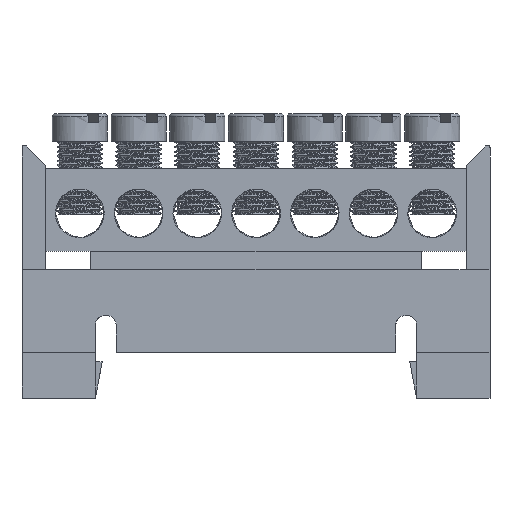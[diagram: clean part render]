
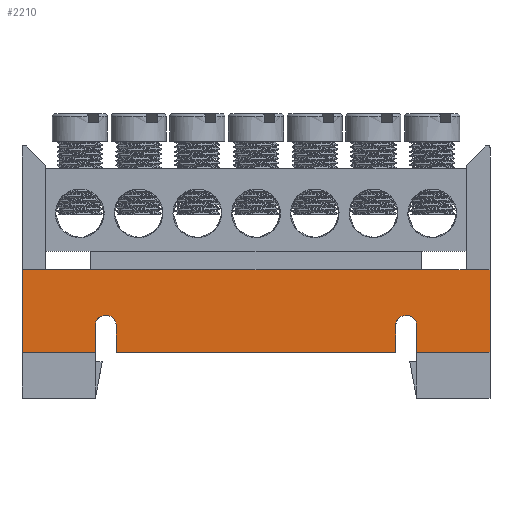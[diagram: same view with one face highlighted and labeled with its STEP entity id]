
A CAD part, left-side view. The second image highlights one B-rep face of the part: STEP entity #2210.
In plain terms, the highlighted free-form (B-spline) face has degree [1, 1] with [2, 2] control points.
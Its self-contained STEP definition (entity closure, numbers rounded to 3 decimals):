
#105 = VERTEX_POINT('',#106);
#106 = CARTESIAN_POINT('',(-9.76,-8.107,
    16.419));
#111 = EDGE_CURVE('',#105,#112,#114,.T.);
#112 = VERTEX_POINT('',#113);
#113 = CARTESIAN_POINT('',(-9.76,-8.107,
    4.407));
#114 = B_SPLINE_CURVE_WITH_KNOTS('',1,(#115,#116),.UNSPECIFIED.,.F.,.F.,
  (2,2),(-7.,5.),.PIECEWISE_BEZIER_KNOTS.);
#115 = CARTESIAN_POINT('',(-9.76,-8.107,
    16.419));
#116 = CARTESIAN_POINT('',(-9.76,-8.107,
    4.407));
#1427 = VERTEX_POINT('',#1428);
#1428 = CARTESIAN_POINT('',(-9.76,2.154,
    10.413));
#1433 = EDGE_CURVE('',#1434,#1427,#1436,.T.);
#1434 = VERTEX_POINT('',#1435);
#1435 = CARTESIAN_POINT('',(-9.76,1.153,
    11.414));
#1436 = ( BOUNDED_CURVE() B_SPLINE_CURVE(2,(#1437,#1438,#1439),
.UNSPECIFIED.,.F.,.F.) B_SPLINE_CURVE_WITH_KNOTS((3,3),(0.,
1.571),.PIECEWISE_BEZIER_KNOTS.) CURVE() 
GEOMETRIC_REPRESENTATION_ITEM() RATIONAL_B_SPLINE_CURVE((1.,
0.707,1.)) REPRESENTATION_ITEM('') );
#1437 = CARTESIAN_POINT('',(-9.76,1.153,
    11.414));
#1438 = CARTESIAN_POINT('',(-9.76,2.154,
    11.414));
#1439 = CARTESIAN_POINT('',(-9.76,2.154,
    10.413));
#1472 = VERTEX_POINT('',#1473);
#1473 = CARTESIAN_POINT('',(-9.76,0.902,
    11.414));
#1478 = EDGE_CURVE('',#1472,#1434,#1479,.T.);
#1479 = B_SPLINE_CURVE_WITH_KNOTS('',1,(#1480,#1481),.UNSPECIFIED.,.F.,
  .F.,(2,2),(4.375,4.625),.PIECEWISE_BEZIER_KNOTS.);
#1480 = CARTESIAN_POINT('',(-9.76,0.902,
    11.414));
#1481 = CARTESIAN_POINT('',(-9.76,1.153,
    11.414));
#1493 = EDGE_CURVE('',#1494,#1472,#1496,.T.);
#1494 = VERTEX_POINT('',#1495);
#1495 = CARTESIAN_POINT('',(-9.76,-0.099,
    10.413));
#1496 = ( BOUNDED_CURVE() B_SPLINE_CURVE(2,(#1497,#1498,#1499),
.UNSPECIFIED.,.F.,.F.) B_SPLINE_CURVE_WITH_KNOTS((3,3),(0.,
1.571),.PIECEWISE_BEZIER_KNOTS.) CURVE() 
GEOMETRIC_REPRESENTATION_ITEM() RATIONAL_B_SPLINE_CURVE((1.,
0.707,1.)) REPRESENTATION_ITEM('') );
#1497 = CARTESIAN_POINT('',(-9.76,-0.099,
    10.413));
#1498 = CARTESIAN_POINT('',(-9.76,-0.099,
    11.414));
#1499 = CARTESIAN_POINT('',(-9.76,0.902,
    11.414));
#1882 = VERTEX_POINT('',#1883);
#1883 = CARTESIAN_POINT('',(-9.76,32.684,
    7.41));
#1888 = EDGE_CURVE('',#1882,#1889,#1891,.T.);
#1889 = VERTEX_POINT('',#1890);
#1890 = CARTESIAN_POINT('',(-9.76,32.684,
    10.413));
#1891 = B_SPLINE_CURVE_WITH_KNOTS('',1,(#1892,#1893),.UNSPECIFIED.,.F.,
  .F.,(2,2),(-6.,-3.),.PIECEWISE_BEZIER_KNOTS.);
#1892 = CARTESIAN_POINT('',(-9.76,32.684,
    7.41));
#1893 = CARTESIAN_POINT('',(-9.76,32.684,
    10.413));
#1910 = VERTEX_POINT('',#1911);
#1911 = CARTESIAN_POINT('',(-9.76,2.154,
    7.41));
#1916 = EDGE_CURVE('',#1910,#1882,#1917,.T.);
#1917 = B_SPLINE_CURVE_WITH_KNOTS('',1,(#1918,#1919),.UNSPECIFIED.,.F.,
  .F.,(2,2),(-10.125,20.375),.PIECEWISE_BEZIER_KNOTS.);
#1918 = CARTESIAN_POINT('',(-9.76,2.154,
    7.41));
#1919 = CARTESIAN_POINT('',(-9.76,32.684,
    7.41));
#2078 = VERTEX_POINT('',#2079);
#2079 = CARTESIAN_POINT('',(-9.76,34.937,
    10.413));
#2084 = EDGE_CURVE('',#2078,#2085,#2087,.T.);
#2085 = VERTEX_POINT('',#2086);
#2086 = CARTESIAN_POINT('',(-9.76,34.937,
    7.41));
#2087 = B_SPLINE_CURVE_WITH_KNOTS('',1,(#2088,#2089),.UNSPECIFIED.,.F.,
  .F.,(2,2),(1.,4.),.PIECEWISE_BEZIER_KNOTS.);
#2088 = CARTESIAN_POINT('',(-9.76,34.937,
    10.413));
#2089 = CARTESIAN_POINT('',(-9.76,34.937,
    7.41));
#2131 = VERTEX_POINT('',#2132);
#2132 = CARTESIAN_POINT('',(-9.76,36.939,
    7.41));
#2137 = EDGE_CURVE('',#2138,#2131,#2140,.T.);
#2138 = VERTEX_POINT('',#2139);
#2139 = CARTESIAN_POINT('',(-9.76,36.939,
    4.407));
#2140 = B_SPLINE_CURVE_WITH_KNOTS('',1,(#2141,#2142),.UNSPECIFIED.,.F.,
  .F.,(2,2),(-7.5,-4.5),.PIECEWISE_BEZIER_KNOTS.);
#2141 = CARTESIAN_POINT('',(-9.76,36.939,
    4.407));
#2142 = CARTESIAN_POINT('',(-9.76,36.939,
    7.41));
#2193 = EDGE_CURVE('',#2138,#2194,#2196,.T.);
#2194 = VERTEX_POINT('',#2195);
#2195 = CARTESIAN_POINT('',(-9.76,42.945,
    4.407));
#2196 = B_SPLINE_CURVE_WITH_KNOTS('',1,(#2197,#2198),.UNSPECIFIED.,.F.,
  .F.,(2,2),(45.,51.),.PIECEWISE_BEZIER_KNOTS.);
#2197 = CARTESIAN_POINT('',(-9.76,36.939,
    4.407));
#2198 = CARTESIAN_POINT('',(-9.76,42.945,
    4.407));
#2210 = ADVANCED_FACE('',(#2211),#2291,.F.);
#2211 = FACE_BOUND('',#2212,.T.);
#2212 = EDGE_LOOP('',(#2213,#2214,#2219,#2220,#2228,#2235,#2241,#2242,
    #2243,#2248,#2249,#2250,#2251,#2258,#2265,#2272,#2277,#2278,#2285,
    #2290));
#2213 = ORIENTED_EDGE('',*,*,#2137,.T.);
#2214 = ORIENTED_EDGE('',*,*,#2215,.T.);
#2215 = EDGE_CURVE('',#2131,#2085,#2216,.T.);
#2216 = B_SPLINE_CURVE_WITH_KNOTS('',1,(#2217,#2218),.UNSPECIFIED.,.F.,
  .F.,(2,2),(-23.,-21.),.PIECEWISE_BEZIER_KNOTS.);
#2217 = CARTESIAN_POINT('',(-9.76,36.939,
    7.41));
#2218 = CARTESIAN_POINT('',(-9.76,34.937,
    7.41));
#2219 = ORIENTED_EDGE('',*,*,#2084,.F.);
#2220 = ORIENTED_EDGE('',*,*,#2221,.F.);
#2221 = EDGE_CURVE('',#2222,#2078,#2224,.T.);
#2222 = VERTEX_POINT('',#2223);
#2223 = CARTESIAN_POINT('',(-9.76,33.936,
    11.414));
#2224 = ( BOUNDED_CURVE() B_SPLINE_CURVE(2,(#2225,#2226,#2227),
.UNSPECIFIED.,.F.,.F.) B_SPLINE_CURVE_WITH_KNOTS((3,3),(0.,
1.571),.PIECEWISE_BEZIER_KNOTS.) CURVE() 
GEOMETRIC_REPRESENTATION_ITEM() RATIONAL_B_SPLINE_CURVE((1.,
0.707,1.)) REPRESENTATION_ITEM('') );
#2225 = CARTESIAN_POINT('',(-9.76,33.936,
    11.414));
#2226 = CARTESIAN_POINT('',(-9.76,34.937,
    11.414));
#2227 = CARTESIAN_POINT('',(-9.76,34.937,
    10.413));
#2228 = ORIENTED_EDGE('',*,*,#2229,.F.);
#2229 = EDGE_CURVE('',#2230,#2222,#2232,.T.);
#2230 = VERTEX_POINT('',#2231);
#2231 = CARTESIAN_POINT('',(-9.76,33.685,
    11.414));
#2232 = B_SPLINE_CURVE_WITH_KNOTS('',1,(#2233,#2234),.UNSPECIFIED.,.F.,
  .F.,(2,2),(20.75,21.),.PIECEWISE_BEZIER_KNOTS.);
#2233 = CARTESIAN_POINT('',(-9.76,33.685,
    11.414));
#2234 = CARTESIAN_POINT('',(-9.76,33.936,
    11.414));
#2235 = ORIENTED_EDGE('',*,*,#2236,.F.);
#2236 = EDGE_CURVE('',#1889,#2230,#2237,.T.);
#2237 = ( BOUNDED_CURVE() B_SPLINE_CURVE(2,(#2238,#2239,#2240),
.UNSPECIFIED.,.F.,.F.) B_SPLINE_CURVE_WITH_KNOTS((3,3),(0.,
1.571),.PIECEWISE_BEZIER_KNOTS.) CURVE() 
GEOMETRIC_REPRESENTATION_ITEM() RATIONAL_B_SPLINE_CURVE((1.,
0.707,1.)) REPRESENTATION_ITEM('') );
#2238 = CARTESIAN_POINT('',(-9.76,32.684,
    10.413));
#2239 = CARTESIAN_POINT('',(-9.76,32.684,
    11.414));
#2240 = CARTESIAN_POINT('',(-9.76,33.685,
    11.414));
#2241 = ORIENTED_EDGE('',*,*,#1888,.F.);
#2242 = ORIENTED_EDGE('',*,*,#1916,.F.);
#2243 = ORIENTED_EDGE('',*,*,#2244,.F.);
#2244 = EDGE_CURVE('',#1427,#1910,#2245,.T.);
#2245 = B_SPLINE_CURVE_WITH_KNOTS('',1,(#2246,#2247),.UNSPECIFIED.,.F.,
  .F.,(2,2),(1.5,4.5),.PIECEWISE_BEZIER_KNOTS.);
#2246 = CARTESIAN_POINT('',(-9.76,2.154,
    10.413));
#2247 = CARTESIAN_POINT('',(-9.76,2.154,
    7.41));
#2248 = ORIENTED_EDGE('',*,*,#1433,.F.);
#2249 = ORIENTED_EDGE('',*,*,#1478,.F.);
#2250 = ORIENTED_EDGE('',*,*,#1493,.F.);
#2251 = ORIENTED_EDGE('',*,*,#2252,.F.);
#2252 = EDGE_CURVE('',#2253,#1494,#2255,.T.);
#2253 = VERTEX_POINT('',#2254);
#2254 = CARTESIAN_POINT('',(-9.76,-0.099,
    7.41));
#2255 = B_SPLINE_CURVE_WITH_KNOTS('',1,(#2256,#2257),.UNSPECIFIED.,.F.,
  .F.,(2,2),(-6.,-3.),.PIECEWISE_BEZIER_KNOTS.);
#2256 = CARTESIAN_POINT('',(-9.76,-0.099,
    7.41));
#2257 = CARTESIAN_POINT('',(-9.76,-0.099,
    10.413));
#2258 = ORIENTED_EDGE('',*,*,#2259,.T.);
#2259 = EDGE_CURVE('',#2253,#2260,#2262,.T.);
#2260 = VERTEX_POINT('',#2261);
#2261 = CARTESIAN_POINT('',(-9.76,-2.101,
    7.41));
#2262 = B_SPLINE_CURVE_WITH_KNOTS('',1,(#2263,#2264),.UNSPECIFIED.,.F.,
  .F.,(2,2),(-4.5,-2.5),.PIECEWISE_BEZIER_KNOTS.);
#2263 = CARTESIAN_POINT('',(-9.76,-0.099,
    7.41));
#2264 = CARTESIAN_POINT('',(-9.76,-2.101,
    7.41));
#2265 = ORIENTED_EDGE('',*,*,#2266,.T.);
#2266 = EDGE_CURVE('',#2260,#2267,#2269,.T.);
#2267 = VERTEX_POINT('',#2268);
#2268 = CARTESIAN_POINT('',(-9.76,-2.101,
    4.407));
#2269 = B_SPLINE_CURVE_WITH_KNOTS('',1,(#2270,#2271),.UNSPECIFIED.,.F.,
  .F.,(2,2),(4.5,7.5),.PIECEWISE_BEZIER_KNOTS.);
#2270 = CARTESIAN_POINT('',(-9.76,-2.101,
    7.41));
#2271 = CARTESIAN_POINT('',(-9.76,-2.101,
    4.407));
#2272 = ORIENTED_EDGE('',*,*,#2273,.F.);
#2273 = EDGE_CURVE('',#112,#2267,#2274,.T.);
#2274 = B_SPLINE_CURVE_WITH_KNOTS('',1,(#2275,#2276),.UNSPECIFIED.,.F.,
  .F.,(2,2),(0.,6.),.PIECEWISE_BEZIER_KNOTS.);
#2275 = CARTESIAN_POINT('',(-9.76,-8.107,
    4.407));
#2276 = CARTESIAN_POINT('',(-9.76,-2.101,
    4.407));
#2277 = ORIENTED_EDGE('',*,*,#111,.F.);
#2278 = ORIENTED_EDGE('',*,*,#2279,.F.);
#2279 = EDGE_CURVE('',#2280,#105,#2282,.T.);
#2280 = VERTEX_POINT('',#2281);
#2281 = CARTESIAN_POINT('',(-9.76,42.945,
    16.419));
#2282 = B_SPLINE_CURVE_WITH_KNOTS('',1,(#2283,#2284),.UNSPECIFIED.,.F.,
  .F.,(2,2),(-29.125,21.875),.PIECEWISE_BEZIER_KNOTS.);
#2283 = CARTESIAN_POINT('',(-9.76,42.945,
    16.419));
#2284 = CARTESIAN_POINT('',(-9.76,-8.107,
    16.419));
#2285 = ORIENTED_EDGE('',*,*,#2286,.F.);
#2286 = EDGE_CURVE('',#2194,#2280,#2287,.T.);
#2287 = B_SPLINE_CURVE_WITH_KNOTS('',1,(#2288,#2289),.UNSPECIFIED.,.F.,
  .F.,(2,2),(-19.,-7.),.PIECEWISE_BEZIER_KNOTS.);
#2288 = CARTESIAN_POINT('',(-9.76,42.945,
    4.407));
#2289 = CARTESIAN_POINT('',(-9.76,42.945,
    16.419));
#2290 = ORIENTED_EDGE('',*,*,#2193,.F.);
#2291 = B_SPLINE_SURFACE_WITH_KNOTS('',1,1,(
    (#2292,#2293)
    ,(#2294,#2295
    )),.UNSPECIFIED.,.F.,.F.,.F.,(2,2),(2,2),(0.,12.),(
    0.,51.),.PIECEWISE_BEZIER_KNOTS.);
#2292 = CARTESIAN_POINT('',(-9.76,-8.107,
    16.419));
#2293 = CARTESIAN_POINT('',(-9.76,42.945,
    16.419));
#2294 = CARTESIAN_POINT('',(-9.76,-8.107,
    4.407));
#2295 = CARTESIAN_POINT('',(-9.76,42.945,
    4.407));
